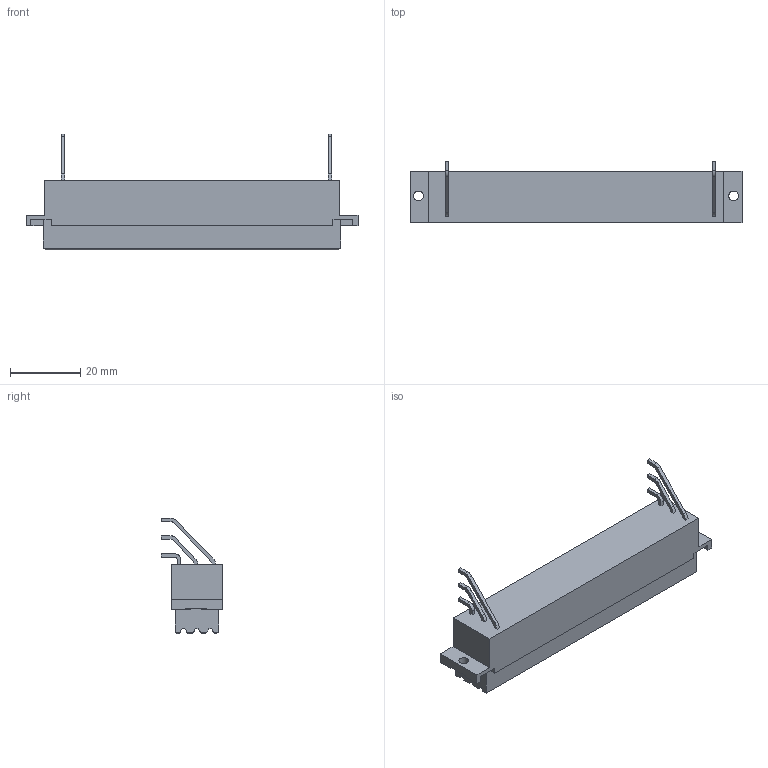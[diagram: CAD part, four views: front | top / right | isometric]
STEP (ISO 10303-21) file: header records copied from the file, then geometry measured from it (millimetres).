
FILE_DESCRIPTION((''),'2;1');
FILE_NAME( '0906_DIN_type_F_female_connector_solder_angled_ver_II.stp','2005-07-19T10:08:51',('User'),('SDRC'),'I-DEAS Master Series 9','UNIX','Yes');
FILE_SCHEMA(('AUTOMOTIVE_DESIGN { 1 0 10303 214 1 1 1 1 }'));
Length unit declared in the file: millimetre
Products named in the file (1): 0906_DIN_type F_female connector_solder angled_ver II
Bounding box: 94.8 x 17.55 x 33.06 mm (x, y, z)
Volume: 23215.3 mm3; surface area: 7558.4 mm2
Topology: 1 solids, 1 shells, 168 faces, 462 edges, 310 vertices
Faces by surface type: bspline 168
Entity records: 5065 total; most frequent: CARTESIAN_POINT 2015, ORIENTED_EDGE 904, EDGE_CURVE 452, VERTEX_POINT 292, OVER_RIDING_STYLED_ITEM 240, B_SPLINE_CURVE_WITH_KNOTS 237, QUASI_UNIFORM_CURVE 180, EDGE_LOOP 178
